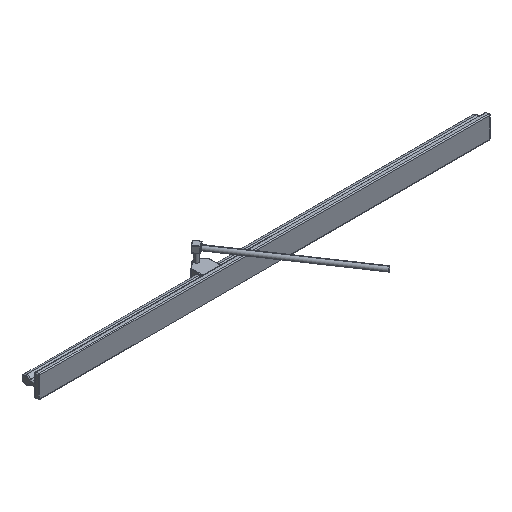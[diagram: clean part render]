
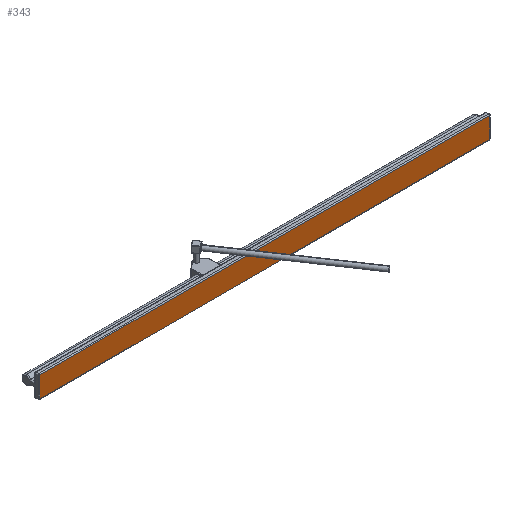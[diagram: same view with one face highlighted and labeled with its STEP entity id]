
A CAD part, isometric view. The second image highlights one B-rep face of the part: STEP entity #343.
In plain terms, the highlighted planar face has unit normal (0, -1, 0).
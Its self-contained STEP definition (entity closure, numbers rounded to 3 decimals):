
#343 = ADVANCED_FACE ( 'NONE', ( #1430 ), #635, .F. ) ;
#369 = DIRECTION ( 'NONE',  ( 0., 1., 0. ) ) ;
#379 = CARTESIAN_POINT ( 'NONE',  ( 498., 0., -23. ) ) ;
#635 = PLANE ( 'NONE',  #3525 ) ;
#841 = VERTEX_POINT ( 'NONE', #1819 ) ;
#870 = VERTEX_POINT ( 'NONE', #1248 ) ;
#945 = DIRECTION ( 'NONE',  ( 1., 0., 0. ) ) ;
#953 = LINE ( 'NONE', #1646, #2700 ) ;
#970 = VERTEX_POINT ( 'NONE', #379 ) ;
#987 = DIRECTION ( 'NONE',  ( 0., 0., 1. ) ) ;
#1051 = EDGE_CURVE ( 'NONE', #870, #970, #3879, .T. ) ;
#1080 = ORIENTED_EDGE ( 'NONE', *, *, #2035, .T. ) ;
#1168 = DIRECTION ( 'NONE',  ( 0., 0., -1. ) ) ;
#1248 = CARTESIAN_POINT ( 'NONE',  ( -498., 0., -23. ) ) ;
#1252 = DIRECTION ( 'NONE',  ( 0., 0., 1. ) ) ;
#1255 = ORIENTED_EDGE ( 'NONE', *, *, #2093, .T. ) ;
#1398 = LINE ( 'NONE', #1748, #3764 ) ;
#1430 = FACE_OUTER_BOUND ( 'NONE', #3635, .T. ) ;
#1463 = EDGE_CURVE ( 'NONE', #841, #870, #1398, .T. ) ;
#1646 = CARTESIAN_POINT ( 'NONE',  ( 498., 0., 25. ) ) ;
#1722 = DIRECTION ( 'NONE',  ( -1., 0., 0. ) ) ;
#1732 = ORIENTED_EDGE ( 'NONE', *, *, #1051, .T. ) ;
#1748 = CARTESIAN_POINT ( 'NONE',  ( -498., 0., -25. ) ) ;
#1819 = CARTESIAN_POINT ( 'NONE',  ( -498., 0., 23. ) ) ;
#1997 = VERTEX_POINT ( 'NONE', #2285 ) ;
#2035 = EDGE_CURVE ( 'NONE', #970, #1997, #953, .T. ) ;
#2093 = EDGE_CURVE ( 'NONE', #1997, #841, #2844, .T. ) ;
#2285 = CARTESIAN_POINT ( 'NONE',  ( 498., 0., 23. ) ) ;
#2324 = CARTESIAN_POINT ( 'NONE',  ( 500., 0., 23. ) ) ;
#2367 = VECTOR ( 'NONE', #1722, 1000. ) ;
#2582 = VECTOR ( 'NONE', #945, 1000. ) ;
#2700 = VECTOR ( 'NONE', #987, 1000. ) ;
#2844 = LINE ( 'NONE', #2324, #2367 ) ;
#2957 = ORIENTED_EDGE ( 'NONE', *, *, #1463, .T. ) ;
#3166 = CARTESIAN_POINT ( 'NONE',  ( 500., 0., -23. ) ) ;
#3525 = AXIS2_PLACEMENT_3D ( 'NONE', #3765, #369, #1252 ) ;
#3635 = EDGE_LOOP ( 'NONE', ( #1732, #1080, #1255, #2957 ) ) ;
#3764 = VECTOR ( 'NONE', #1168, 1000. ) ;
#3765 = CARTESIAN_POINT ( 'NONE',  ( 500., 0., -25. ) ) ;
#3879 = LINE ( 'NONE', #3166, #2582 ) ;
